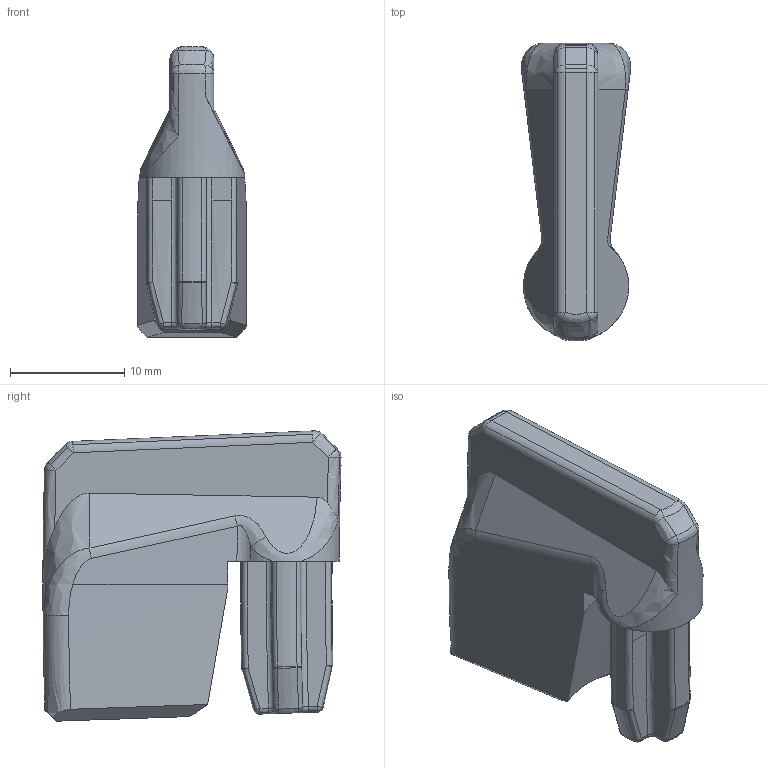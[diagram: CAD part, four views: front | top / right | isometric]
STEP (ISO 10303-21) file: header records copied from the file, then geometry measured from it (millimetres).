
FILE_DESCRIPTION(('HOOPS Exchange Step'),'2;1');
FILE_NAME('temp_export','2026-04-02T16:43:14-05:00',('mobile'),('Shapr3D Limited'),'HOOPS Exchange 2025.9','Shapr3D','Authorized');
FILE_SCHEMA( ('AP242_MANAGED_MODEL_BASED_3D_ENGINEERING_MIM_LF {1 0 10303 442 1 1 4}') );
Length unit declared in the file: millimetre
Products named in the file (2): Magazine; root
Assembly tree (1 placements, depth 2):
  root
    Magazine
Bounding box: 9.57 x 26.09 x 25.41 mm (x, y, z)
Volume: 3449.5 mm3; surface area: 1872.3 mm2
Topology: 1 solids, 1 shells, 153 faces, 363 edges, 213 vertices
Faces by surface type: bspline 40, cylinder 38, torus 29, sphere 26, plane 16, cone 4
Entity records: 6675 total; most frequent: CARTESIAN_POINT 3492, ORIENTED_EDGE 726, DIRECTION 545, EDGE_CURVE 363, AXIS2_PLACEMENT_3D 239, VERTEX_POINT 213, B_SPLINE_CURVE_WITH_KNOTS 174, EDGE_LOOP 154
